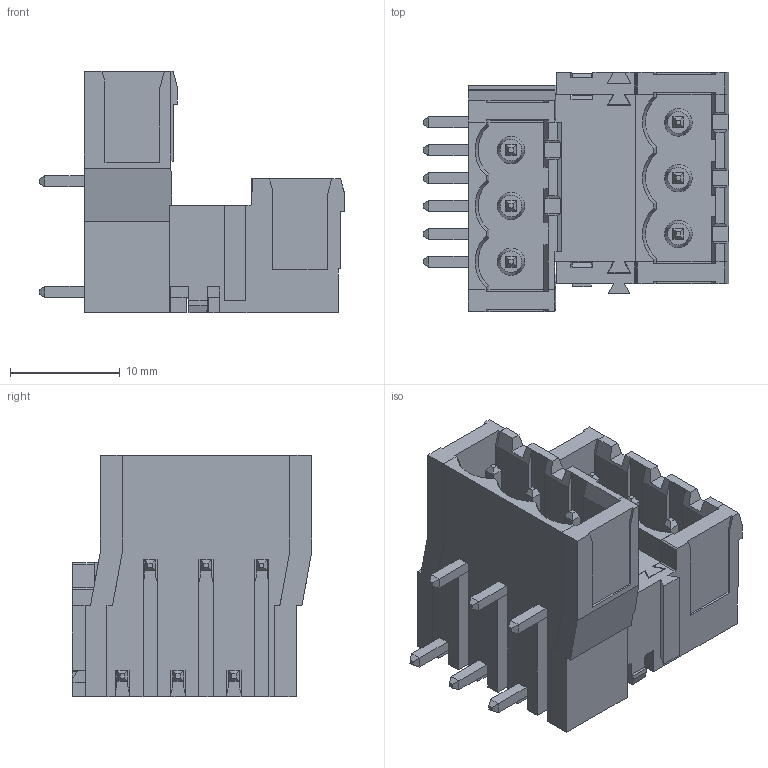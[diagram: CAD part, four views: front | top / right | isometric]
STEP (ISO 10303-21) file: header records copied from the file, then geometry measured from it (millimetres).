
FILE_DESCRIPTION(('STEP AP214'),'1');
FILE_NAME('PDSV03-5,08-H-P.stp','2017-12-12T16:39:25',(' '),(' '),'Spatial InterOp 3D',' ',' ');
FILE_SCHEMA(('automotive_design'));
Length unit declared in the file: metre
Products named in the file (3): 1; 2; 3
Bounding box: 27.84 x 21.78 x 22 mm (x, y, z)
Volume: 4656.8 mm3; surface area: 5492.7 mm2
Topology: 3 solids, 8 shells, 562 faces, 1520 edges, 986 vertices
Faces by surface type: plane 529, cylinder 19, cone 12, extrusion 2
Entity records: 21732 total; most frequent: CARTESIAN_POINT 3143, ORIENTED_EDGE 3018, DIRECTION 2673, EDGE_CURVE 1509, VECTOR 1439, LINE 1437, VERTEX_POINT 981, AXIS2_PLACEMENT_3D 617
